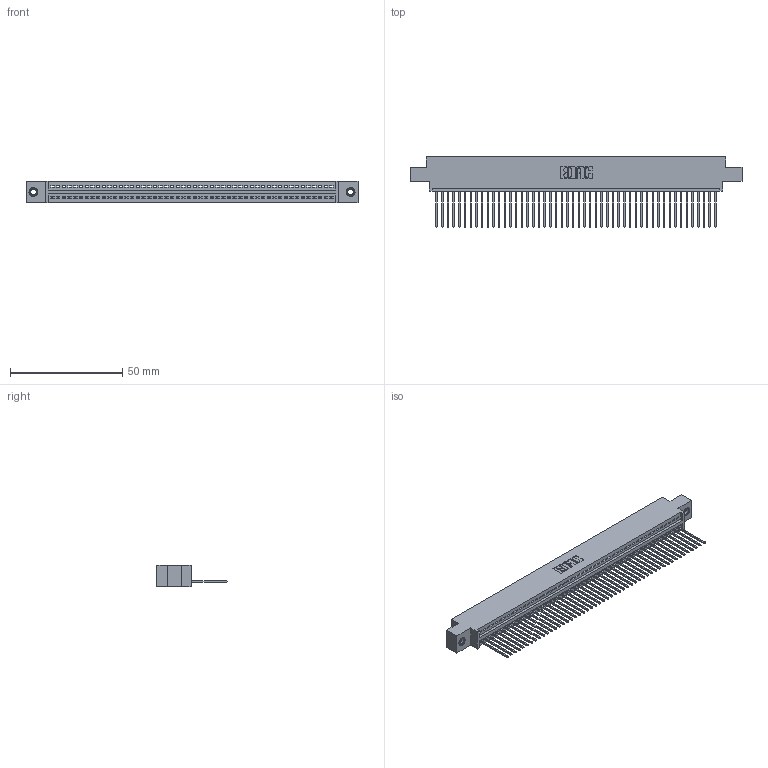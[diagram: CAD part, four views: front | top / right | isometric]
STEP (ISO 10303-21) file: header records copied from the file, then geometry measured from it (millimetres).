
FILE_DESCRIPTION (( 'STEP AP203' ), '1' );
FILE_NAME ('345-050-542-607.STEP', '2018-09-14T08:05:33', ( '' ), ( '' ), 'SwSTEP 2.0', 'SolidWorks 2016', '' );
FILE_SCHEMA (( 'CONFIG_CONTROL_DESIGN' ));
Length unit declared in the file: inch
Products named in the file (4): 345-292-001_345-293-142; 345-250-001_345-250-005-103; 345-050-542-607; 345 Part_0.170 Offset - 0.156 Dia-TI
Assembly tree (53 placements, depth 2):
  345-050-542-607
    345 Part_0.170 Offset - 0.156 Dia-TI
    345-292-001_345-293-142  x50
    345-250-001_345-250-005-103  x2
Bounding box: 148.21 x 31.29 x 9.4 mm (x, y, z)
Volume: 14126.9 mm3; surface area: 19744.8 mm2
Topology: 53 solids, 53 shells, 3090 faces, 9289 edges, 6118 vertices
Faces by surface type: plane 2116, cylinder 958, cone 12, torus 4
Entity records: 37890 total; most frequent: CARTESIAN_POINT 6545, ORIENTED_EDGE 6522, DIRECTION 5731, EDGE_CURVE 3261, LINE 2909, VECTOR 2909, VERTEX_POINT 2168, AXIS2_PLACEMENT_3D 1411
